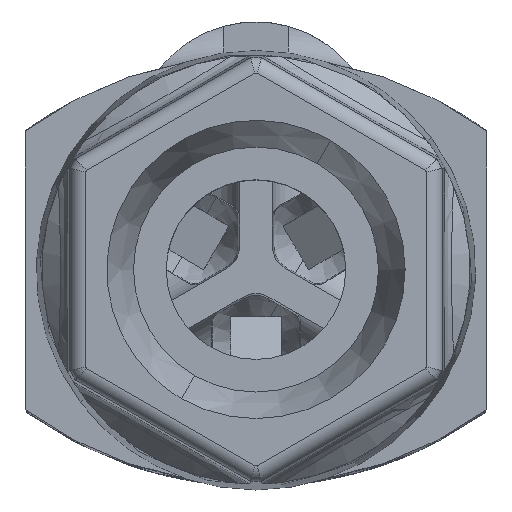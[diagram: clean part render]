
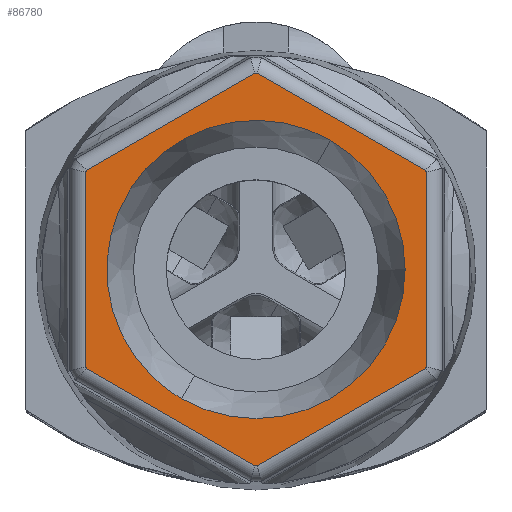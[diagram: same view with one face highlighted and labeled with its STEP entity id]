
A CAD part, top view. The second image highlights one B-rep face of the part: STEP entity #86780.
In plain terms, the highlighted face is planar.
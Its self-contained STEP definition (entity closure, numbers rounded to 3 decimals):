
#77150=CARTESIAN_POINT('',(-67.072,-28.192,
-160.065));
#77160=VERTEX_POINT('',#77150);
#77190=CARTESIAN_POINT('',(-67.072,-28.255,
-148.816));
#77200=DIRECTION('',(1.,0.,0.));
#77210=DIRECTION('',(0.,0.5,
-0.866));
#77220=AXIS2_PLACEMENT_3D('',#77190,#77200,#77210);
#77230=CIRCLE('',#77220,11.25);
#77240=CARTESIAN_POINT('',(-67.072,-28.318,
-160.065));
#77250=VERTEX_POINT('',#77240);
#77260=EDGE_CURVE('',#77250,#77160,#77230,.T.);
#78630=CARTESIAN_POINT('',(-67.072,-37.965,
-154.495));
#78640=VERTEX_POINT('',#78630);
#78740=CARTESIAN_POINT('',(-67.072,-38.029,
-154.459));
#78750=DIRECTION('',(0.,-0.866,
0.5));
#78760=VECTOR('',#78750,1.);
#78770=LINE('',#78740,#78760);
#78780=EDGE_CURVE('',#77250,#78640,#78770,.T.);
#79460=CARTESIAN_POINT('',(-67.072,-38.029,
-154.386));
#79470=VERTEX_POINT('',#79460);
#79580=CARTESIAN_POINT('',(-67.072,-28.255,
-148.816));
#79590=DIRECTION('',(1.,0.,0.));
#79600=DIRECTION('',(0.,0.5,
-0.866));
#79610=AXIS2_PLACEMENT_3D('',#79580,#79590,#79600);
#79620=CIRCLE('',#79610,11.25);
#79630=EDGE_CURVE('',#79470,#78640,#79620,.T.);
#79760=CARTESIAN_POINT('',(-67.072,-38.029,
-154.459));
#79770=DIRECTION('',(0.,0.,1.));
#79780=VECTOR('',#79770,1.);
#79790=LINE('',#79760,#79780);
#79800=CARTESIAN_POINT('',(-67.072,-38.029,
-143.246));
#79810=VERTEX_POINT('',#79800);
#79820=EDGE_CURVE('',#79470,#79810,#79790,.T.);
#80540=CARTESIAN_POINT('',(-67.072,-28.255,
-148.816));
#80550=DIRECTION('',(1.,0.,0.));
#80560=DIRECTION('',(0.,0.5,
-0.866));
#80570=AXIS2_PLACEMENT_3D('',#80540,#80550,#80560);
#80580=CIRCLE('',#80570,11.25);
#80590=CARTESIAN_POINT('',(-67.072,-37.965,
-143.136));
#80600=VERTEX_POINT('',#80590);
#80610=EDGE_CURVE('',#80600,#79810,#80580,.T.);
#81410=CARTESIAN_POINT('',(-67.072,-33.142,
-140.351));
#81420=DIRECTION('',(0.,0.866,
0.5));
#81430=VECTOR('',#81420,1.);
#81440=LINE('',#81410,#81430);
#81450=CARTESIAN_POINT('',(-67.072,-28.318,
-137.566));
#81460=VERTEX_POINT('',#81450);
#81470=EDGE_CURVE('',#80600,#81460,#81440,.T.);
#82240=CARTESIAN_POINT('',(-67.072,-28.255,
-148.816));
#82250=DIRECTION('',(1.,0.,0.));
#82260=DIRECTION('',(0.,0.5,
-0.866));
#82270=AXIS2_PLACEMENT_3D('',#82240,#82250,#82260);
#82280=CIRCLE('',#82270,11.25);
#82290=CARTESIAN_POINT('',(-67.072,-28.192,
-137.566));
#82300=VERTEX_POINT('',#82290);
#82310=EDGE_CURVE('',#82300,#81460,#82280,.T.);
#83030=CARTESIAN_POINT('',(-67.072,-18.481,
-143.173));
#83040=DIRECTION('',(0.,-0.866,
0.5));
#83050=VECTOR('',#83040,1.);
#83060=LINE('',#83030,#83050);
#83070=CARTESIAN_POINT('',(-67.072,-18.544,
-143.136));
#83080=VERTEX_POINT('',#83070);
#83090=EDGE_CURVE('',#83080,#82300,#83060,.T.);
#83860=CARTESIAN_POINT('',(-67.072,-28.255,
-148.816));
#83870=DIRECTION('',(1.,0.,0.));
#83880=DIRECTION('',(0.,0.5,
-0.866));
#83890=AXIS2_PLACEMENT_3D('',#83860,#83870,#83880);
#83900=CIRCLE('',#83890,11.25);
#83910=CARTESIAN_POINT('',(-67.072,-18.481,
-143.246));
#83920=VERTEX_POINT('',#83910);
#83930=EDGE_CURVE('',#83920,#83080,#83900,.T.);
#85200=CARTESIAN_POINT('',(-67.072,-18.481,
-154.386));
#85210=VERTEX_POINT('',#85200);
#85310=CARTESIAN_POINT('',(-67.072,-18.481,
-143.173));
#85320=DIRECTION('',(0.,0.,-1.));
#85330=VECTOR('',#85320,1.);
#85340=LINE('',#85310,#85330);
#85350=EDGE_CURVE('',#83920,#85210,#85340,.T.);
#85480=CARTESIAN_POINT('',(-67.072,-28.255,
-148.816));
#85490=DIRECTION('',(1.,0.,0.));
#85500=DIRECTION('',(0.,0.5,
-0.866));
#85510=AXIS2_PLACEMENT_3D('',#85480,#85490,#85500);
#85520=CIRCLE('',#85510,11.25);
#85530=CARTESIAN_POINT('',(-67.072,-18.544,
-154.495));
#85540=VERTEX_POINT('',#85530);
#85550=EDGE_CURVE('',#85540,#85210,#85520,.T.);
#86240=CARTESIAN_POINT('',(-67.072,-23.368,
-157.28));
#86250=DIRECTION('',(0.,-0.866,
-0.5));
#86260=VECTOR('',#86250,1.);
#86270=LINE('',#86240,#86260);
#86280=EDGE_CURVE('',#85540,#77160,#86270,.T.);
#86400=CARTESIAN_POINT('',(-67.072,-36.257,
-143.987));
#86410=DIRECTION('',(-1.,0.,0.));
#86420=DIRECTION('',(0.,0.5,
0.866));
#86430=AXIS2_PLACEMENT_3D('',#86400,#86410,#86420);
#86440=PLANE('',#86430);
#86450=CARTESIAN_POINT('',(-67.072,-28.255,
-148.816));
#86460=DIRECTION('',(-1.,0.,0.));
#86470=DIRECTION('',(0.,-0.5,
0.866));
#86480=AXIS2_PLACEMENT_3D('',#86450,#86460,#86470);
#86490=CIRCLE('',#86480,8.552);
#86500=CARTESIAN_POINT('',(-67.072,-22.208,
-154.863));
#86510=VERTEX_POINT('',#86500);
#86520=CARTESIAN_POINT('',(-67.072,-23.979,
-156.222));
#86530=VERTEX_POINT('',#86520);
#86540=EDGE_CURVE('',#86510,#86530,#86490,.T.);
#86550=ORIENTED_EDGE('',*,*,#86540,.F.);
#86560=CARTESIAN_POINT('',(-67.072,-32.531,
-141.41));
#86570=VERTEX_POINT('',#86560);
#86580=EDGE_CURVE('',#86530,#86570,#86490,.T.);
#86590=ORIENTED_EDGE('',*,*,#86580,.F.);
#86600=EDGE_CURVE('',#86570,#86510,#86490,.T.);
#86610=ORIENTED_EDGE('',*,*,#86600,.F.);
#86620=EDGE_LOOP('',(#86610,#86590,#86550));
#86630=FACE_BOUND('',#86620,.T.);
#86640=ORIENTED_EDGE('',*,*,#85550,.F.);
#86650=ORIENTED_EDGE('',*,*,#85350,.T.);
#86660=ORIENTED_EDGE('',*,*,#83930,.F.);
#86670=ORIENTED_EDGE('',*,*,#83090,.F.);
#86680=ORIENTED_EDGE('',*,*,#82310,.F.);
#86690=ORIENTED_EDGE('',*,*,#81470,.T.);
#86700=ORIENTED_EDGE('',*,*,#80610,.F.);
#86710=ORIENTED_EDGE('',*,*,#79820,.T.);
#86720=ORIENTED_EDGE('',*,*,#79630,.F.);
#86730=ORIENTED_EDGE('',*,*,#78780,.T.);
#86740=ORIENTED_EDGE('',*,*,#77260,.F.);
#86750=ORIENTED_EDGE('',*,*,#86280,.T.);
#86760=EDGE_LOOP('',(#86750,#86740,#86730,#86720,#86710,#86700,#86690,
#86680,#86670,#86660,#86650,#86640));
#86770=FACE_OUTER_BOUND('',#86760,.T.);
#86780=ADVANCED_FACE('',(#86630,#86770),#86440,.T.);
